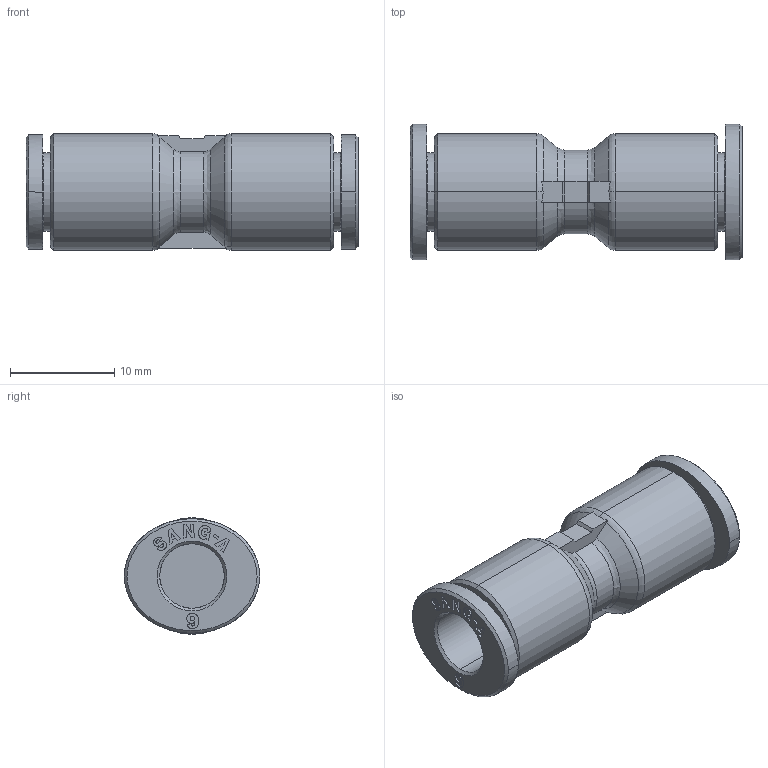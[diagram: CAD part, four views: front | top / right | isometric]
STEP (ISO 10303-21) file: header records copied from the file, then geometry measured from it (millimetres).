
FILE_DESCRIPTION((''),'2;1');
FILE_NAME('GPUC 06(3D).stp','2012-12-27T14:41:24',(''),(''),'Mechanical Desktop.R8.0.24.0','Mechanical Desktop.R8.0.24.0',', , ');
FILE_SCHEMA(('CONFIG_CONTROL_DESIGN'));
Length unit declared in the file: millimetre
Products named in the file (2): GPUC 06(3D); ºÎÇ°1
Assembly tree (1 placements, depth 2):
  GPUC 06(3D)
    ºÎÇ°1
Bounding box: 31.9 x 13 x 11.2 mm (x, y, z)
Volume: 1947.6 mm3; surface area: 2175.3 mm2
Topology: 1 solids, 1 shells, 462 faces, 1287 edges, 854 vertices
Faces by surface type: plane 346, bspline 64, cylinder 36, cone 12, torus 4
Entity records: 16560 total; most frequent: CARTESIAN_POINT 4744, ORIENTED_EDGE 2572, DIRECTION 2235, EDGE_CURVE 1286, VECTOR 1043, LINE 1043, VERTEX_POINT 852, AXIS2_PLACEMENT_3D 596
